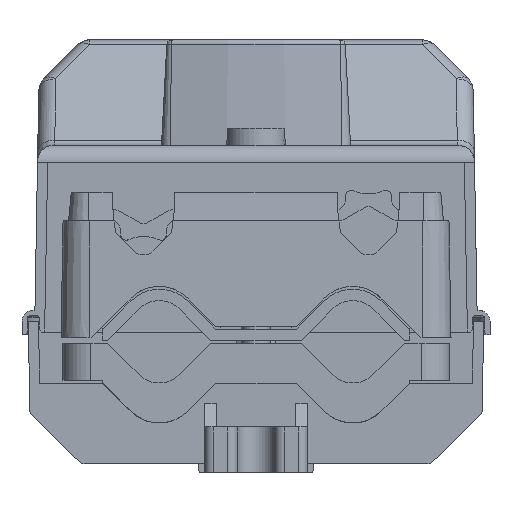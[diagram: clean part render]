
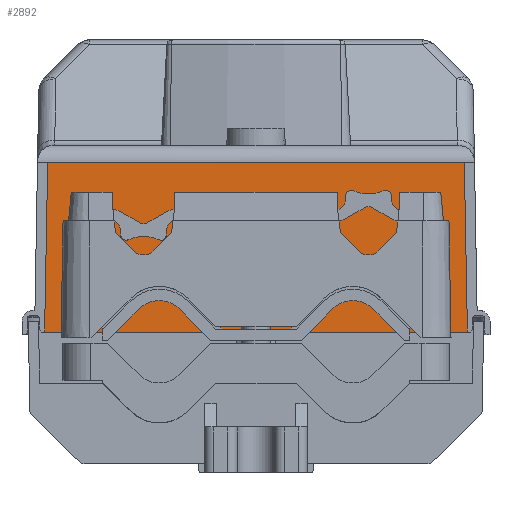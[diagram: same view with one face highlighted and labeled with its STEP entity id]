
A CAD part, front view. The second image highlights one B-rep face of the part: STEP entity #2892.
In plain terms, the highlighted planar face has unit normal (0, -1, 0).
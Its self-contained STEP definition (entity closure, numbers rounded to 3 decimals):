
#2892 = ADVANCED_FACE( '', ( #5914 ), #5915, .T. );
#5914 = FACE_OUTER_BOUND( '', #13140, .T. );
#5915 = PLANE( '', #13141 );
#13140 = EDGE_LOOP( '', ( #23038, #23039, #23040, #23041, #23042, #23043, #23044, #23045 ) );
#13141 = AXIS2_PLACEMENT_3D( '', #23046, #23047, #23048 );
#23038 = ORIENTED_EDGE( '', *, *, #26691, .F. );
#23039 = ORIENTED_EDGE( '', *, *, #23953, .T. );
#23040 = ORIENTED_EDGE( '', *, *, #24059, .T. );
#23041 = ORIENTED_EDGE( '', *, *, #25774, .T. );
#23042 = ORIENTED_EDGE( '', *, *, #26464, .T. );
#23043 = ORIENTED_EDGE( '', *, *, #25856, .T. );
#23044 = ORIENTED_EDGE( '', *, *, #26840, .T. );
#23045 = ORIENTED_EDGE( '', *, *, #26101, .T. );
#23046 = CARTESIAN_POINT( '', ( 0., -95.9, -1. ) );
#23047 = DIRECTION( '', ( 0., -1., 0. ) );
#23048 = DIRECTION( '', ( -1., 0., 0. ) );
#23953 = EDGE_CURVE( '', #28048, #28046, #28049, .T. );
#24059 = EDGE_CURVE( '', #28046, #28223, #28225, .T. );
#25774 = EDGE_CURVE( '', #28223, #30855, #30858, .T. );
#25856 = EDGE_CURVE( '', #30967, #30965, #30968, .T. );
#26101 = EDGE_CURVE( '', #31287, #31285, #31288, .T. );
#26464 = EDGE_CURVE( '', #30855, #30967, #31726, .T. );
#26691 = EDGE_CURVE( '', #28048, #31285, #31971, .F. );
#26840 = EDGE_CURVE( '', #30965, #31287, #32130, .T. );
#28046 = VERTEX_POINT( '', #34452 );
#28048 = VERTEX_POINT( '', #34455 );
#28049 = LINE( '', #34456, #34457 );
#28223 = VERTEX_POINT( '', #34828 );
#28225 = LINE( '', #34831, #34832 );
#30855 = VERTEX_POINT( '', #39847 );
#30858 = LINE( '', #39851, #39852 );
#30965 = VERTEX_POINT( '', #40009 );
#30967 = VERTEX_POINT( '', #40012 );
#30968 = LINE( '', #40013, #40014 );
#31285 = VERTEX_POINT( '', #40727 );
#31287 = VERTEX_POINT( '', #40729 );
#31288 = LINE( '', #40730, #40731 );
#31726 = LINE( '', #41614, #41615 );
#31971 = B_SPLINE_CURVE_WITH_KNOTS( '', 3, ( #42078, #42079, #42080, #42081, #42082, #42083, #42084, #42085, #42086, #42087, #42088, #42089, #42090, #42091, #42092, #42093, #42094, #42095, #42096, #42097, #42098, #42099, #42100, #42101, #42102, #42103, #42104, #42105, #42106, #42107, #42108, #42109, #42110, #42111, #42112, #42113 ), .UNSPECIFIED., .F., .F., ( 4, 2, 2, 2, 2, 2, 2, 2, 2, 2, 2, 2, 2, 2, 2, 2, 2, 4 ), ( 0.009, 0.016, 0.02, 0.022, 0.023, 0.023, 0.023, 0.024, 0.024, 0.024, 0.024, 0.024, 0.024, 0.025, 0.026, 0.027, 0.031, 0.038 ), .UNSPECIFIED. );
#32130 = LINE( '', #42412, #42413 );
#34452 = CARTESIAN_POINT( '', ( 37.1, -95.9, 23.15 ) );
#34455 = CARTESIAN_POINT( '', ( 1.629, -95.9, 23.15 ) );
#34456 = CARTESIAN_POINT( '', ( -37.1, -95.9, 23.15 ) );
#34457 = VECTOR( '', #43138, 1000. );
#34828 = CARTESIAN_POINT( '', ( 37.1, -95.9, 25. ) );
#34831 = CARTESIAN_POINT( '', ( 37.1, -95.9, 25. ) );
#34832 = VECTOR( '', #43244, 1000. );
#39847 = CARTESIAN_POINT( '', ( 36.565, -95.9, 54.274 ) );
#39851 = CARTESIAN_POINT( '', ( 36.565, -95.9, 54.274 ) );
#39852 = VECTOR( '', #45023, 1000. );
#40009 = CARTESIAN_POINT( '', ( -37.1, -95.9, 25. ) );
#40012 = CARTESIAN_POINT( '', ( -36.565, -95.9, 54.274 ) );
#40013 = CARTESIAN_POINT( '', ( -36.565, -95.9, 54.274 ) );
#40014 = VECTOR( '', #45099, 1000. );
#40727 = CARTESIAN_POINT( '', ( -1.629, -95.9, 23.15 ) );
#40729 = CARTESIAN_POINT( '', ( -37.1, -95.9, 23.15 ) );
#40730 = CARTESIAN_POINT( '', ( -37.1, -95.9, 23.15 ) );
#40731 = VECTOR( '', #45302, 1000. );
#41614 = CARTESIAN_POINT( '', ( 36.565, -95.9, 54.274 ) );
#41615 = VECTOR( '', #45562, 1000. );
#42078 = CARTESIAN_POINT( '', ( -1.629, -95.9, 23.15 ) );
#42079 = CARTESIAN_POINT( '', ( -1.488, -95.9, 25.608 ) );
#42080 = CARTESIAN_POINT( '', ( -1.334, -95.9, 28.066 ) );
#42081 = CARTESIAN_POINT( '', ( -1.039, -95.9, 31.747 ) );
#42082 = CARTESIAN_POINT( '', ( -0.931, -95.9, 32.973 ) );
#42083 = CARTESIAN_POINT( '', ( -0.723, -95.9, 34.808 ) );
#42084 = CARTESIAN_POINT( '', ( -0.646, -95.9, 35.42 ) );
#42085 = CARTESIAN_POINT( '', ( -0.497, -95.9, 36.332 ) );
#42086 = CARTESIAN_POINT( '', ( -0.442, -95.9, 36.635 ) );
#42087 = CARTESIAN_POINT( '', ( -0.333, -95.9, 37.084 ) );
#42088 = CARTESIAN_POINT( '', ( -0.293, -95.9, 37.233 ) );
#42089 = CARTESIAN_POINT( '', ( -0.213, -95.9, 37.45 ) );
#42090 = CARTESIAN_POINT( '', ( -0.183, -95.9, 37.521 ) );
#42091 = CARTESIAN_POINT( '', ( -0.122, -95.9, 37.619 ) );
#42092 = CARTESIAN_POINT( '', ( -0.098, -95.9, 37.651 ) );
#42093 = CARTESIAN_POINT( '', ( -0.051, -95.9, 37.687 ) );
#42094 = CARTESIAN_POINT( '', ( -0.034, -95.9, 37.696 ) );
#42095 = CARTESIAN_POINT( '', ( 0.005, -95.9, 37.702 ) );
#42096 = CARTESIAN_POINT( '', ( 0.025, -95.9, 37.698 ) );
#42097 = CARTESIAN_POINT( '', ( 0.078, -95.9, 37.673 ) );
#42098 = CARTESIAN_POINT( '', ( 0.104, -95.9, 37.642 ) );
#42099 = CARTESIAN_POINT( '', ( 0.149, -95.9, 37.579 ) );
#42100 = CARTESIAN_POINT( '', ( 0.167, -95.9, 37.545 ) );
#42101 = CARTESIAN_POINT( '', ( 0.217, -95.9, 37.442 ) );
#42102 = CARTESIAN_POINT( '', ( 0.244, -95.9, 37.369 ) );
#42103 = CARTESIAN_POINT( '', ( 0.317, -95.9, 37.151 ) );
#42104 = CARTESIAN_POINT( '', ( 0.354, -95.9, 37.003 ) );
#42105 = CARTESIAN_POINT( '', ( 0.457, -95.9, 36.555 ) );
#42106 = CARTESIAN_POINT( '', ( 0.51, -95.9, 36.253 ) );
#42107 = CARTESIAN_POINT( '', ( 0.656, -95.9, 35.346 ) );
#42108 = CARTESIAN_POINT( '', ( 0.731, -95.9, 34.739 ) );
#42109 = CARTESIAN_POINT( '', ( 0.937, -95.9, 32.915 ) );
#42110 = CARTESIAN_POINT( '', ( 1.044, -95.9, 31.696 ) );
#42111 = CARTESIAN_POINT( '', ( 1.336, -95.9, 28.036 ) );
#42112 = CARTESIAN_POINT( '', ( 1.489, -95.9, 25.593 ) );
#42113 = CARTESIAN_POINT( '', ( 1.629, -95.9, 23.15 ) );
#42412 = CARTESIAN_POINT( '', ( -37.1, -95.9, 25. ) );
#42413 = VECTOR( '', #45775, 1000. );
#43138 = DIRECTION( '', ( 1., 0., 0. ) );
#43244 = DIRECTION( '', ( 0., 0., 1. ) );
#45023 = DIRECTION( '', ( -0.018, 0., 1. ) );
#45099 = DIRECTION( '', ( -0.018, 0., -1. ) );
#45302 = DIRECTION( '', ( 1., 0., 0. ) );
#45562 = DIRECTION( '', ( -1., 0., 0. ) );
#45775 = DIRECTION( '', ( 0., 0., -1. ) );
